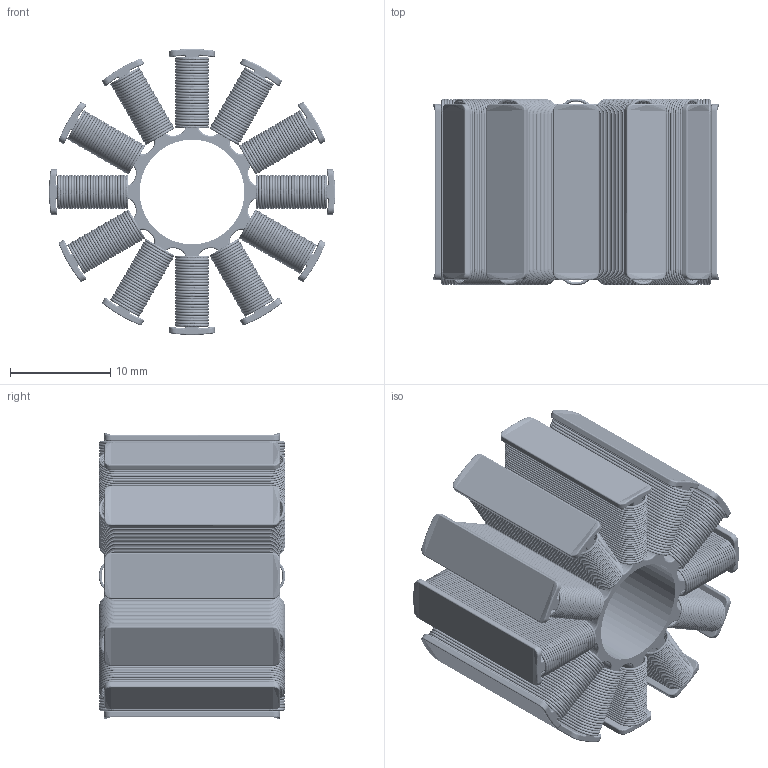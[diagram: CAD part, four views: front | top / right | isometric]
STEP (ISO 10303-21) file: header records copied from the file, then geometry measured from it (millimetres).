
FILE_DESCRIPTION(('FreeCAD Model'),'2;1');
FILE_NAME('Open CASCADE Shape Model','2025-05-04T08:16:07',('FreeCAD'),( 'FreeCAD'),'Open CASCADE STEP processor 7.6','FreeCAD','Unknown');
FILE_SCHEMA(('AUTOMOTIVE_DESIGN { 1 0 10303 214 1 1 1 1 }'));
Products named in the file (1): Open CASCADE STEP translator 7.6 1
Bounding box: 28.59 x 18.6 x 28.59 mm (x, y, z)
Volume: 3922.9 mm3; surface area: 17116.7 mm2
Topology: 313 solids, 313 shells, 5523 faces, 11379 edges, 5858 vertices
Faces by surface type: bspline 5523
Entity records: 175289 total; most frequent: CARTESIAN_POINT 114909, ORIENTED_EDGE 22758, EDGE_CURVE 11379, VERTEX_POINT 5858, FACE_BOUND 5525, EDGE_LOOP 5525, ADVANCED_FACE 5523, B_SPLINE_CURVE_WITH_KNOTS 3025
